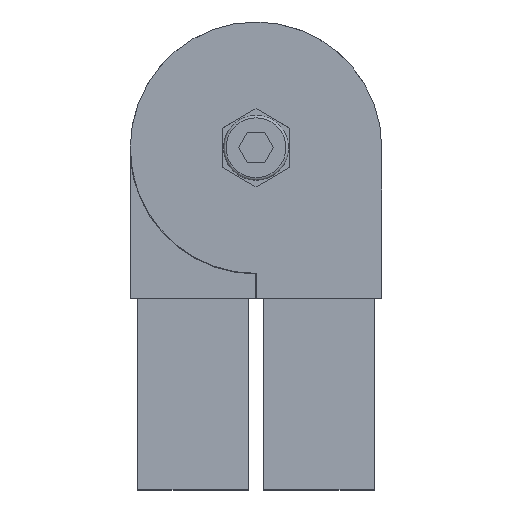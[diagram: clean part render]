
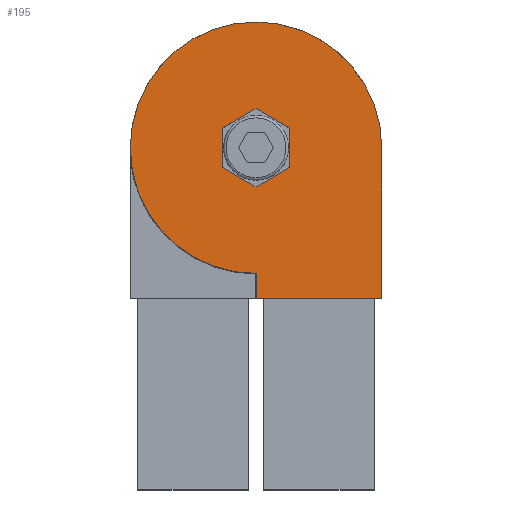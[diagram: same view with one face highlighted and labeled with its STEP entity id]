
A CAD part, top view. The second image highlights one B-rep face of the part: STEP entity #195.
In plain terms, the highlighted planar face has unit normal (0, 0, 1).
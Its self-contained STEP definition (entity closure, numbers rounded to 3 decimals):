
#195 = ADVANCED_FACE( '', ( #403, #404 ), #405, .T. );
#403 = FACE_BOUND( '', #608, .T. );
#404 = FACE_OUTER_BOUND( '', #609, .T. );
#405 = PLANE( '', #610 );
#608 = EDGE_LOOP( '', ( #1098, #1099, #1100, #1101, #1102, #1103 ) );
#609 = EDGE_LOOP( '', ( #1104, #1105, #1106, #1107 ) );
#610 = AXIS2_PLACEMENT_3D( '', #1108, #1109, #1110 );
#1098 = ORIENTED_EDGE( '', *, *, #1235, .F. );
#1099 = ORIENTED_EDGE( '', *, *, #1205, .F. );
#1100 = ORIENTED_EDGE( '', *, *, #1329, .F. );
#1101 = ORIENTED_EDGE( '', *, *, #1310, .F. );
#1102 = ORIENTED_EDGE( '', *, *, #1343, .F. );
#1103 = ORIENTED_EDGE( '', *, *, #1344, .F. );
#1104 = ORIENTED_EDGE( '', *, *, #1308, .T. );
#1105 = ORIENTED_EDGE( '', *, *, #1179, .T. );
#1106 = ORIENTED_EDGE( '', *, *, #1263, .T. );
#1107 = ORIENTED_EDGE( '', *, *, #1216, .T. );
#1108 = CARTESIAN_POINT( '', ( 0., 0., 12.5 ) );
#1109 = DIRECTION( '', ( 0., 0., 1. ) );
#1110 = DIRECTION( '', ( 1., 0., 0. ) );
#1179 = EDGE_CURVE( '', #1404, #1402, #1405, .T. );
#1205 = EDGE_CURVE( '', #1446, #1447, #1448, .T. );
#1216 = EDGE_CURVE( '', #1463, #1465, #1467, .T. );
#1235 = EDGE_CURVE( '', #1447, #1496, #1497, .T. );
#1263 = EDGE_CURVE( '', #1402, #1463, #1540, .T. );
#1308 = EDGE_CURVE( '', #1465, #1404, #1598, .T. );
#1310 = EDGE_CURVE( '', #1600, #1601, #1602, .T. );
#1329 = EDGE_CURVE( '', #1601, #1446, #1625, .T. );
#1343 = EDGE_CURVE( '', #1639, #1600, #1640, .T. );
#1344 = EDGE_CURVE( '', #1496, #1639, #1641, .T. );
#1402 = VERTEX_POINT( '', #1715 );
#1404 = VERTEX_POINT( '', #1718 );
#1405 = CIRCLE( '', #1719, 25. );
#1446 = VERTEX_POINT( '', #1776 );
#1447 = VERTEX_POINT( '', #1777 );
#1448 = LINE( '', #1778, #1779 );
#1463 = VERTEX_POINT( '', #1801 );
#1465 = VERTEX_POINT( '', #1804 );
#1467 = LINE( '', #1807, #1808 );
#1496 = VERTEX_POINT( '', #1847 );
#1497 = LINE( '', #1848, #1849 );
#1540 = LINE( '', #1914, #1915 );
#1598 = LINE( '', #1999, #2000 );
#1600 = VERTEX_POINT( '', #2002 );
#1601 = VERTEX_POINT( '', #2003 );
#1602 = LINE( '', #2004, #2005 );
#1625 = LINE( '', #2039, #2040 );
#1639 = VERTEX_POINT( '', #2056 );
#1640 = LINE( '', #2057, #2058 );
#1641 = LINE( '', #2059, #2060 );
#1715 = CARTESIAN_POINT( '', ( 0.1, -25., 12.5 ) );
#1718 = CARTESIAN_POINT( '', ( 25., 0., 12.5 ) );
#1719 = AXIS2_PLACEMENT_3D( '', #2105, #2106, #2107 );
#1776 = CARTESIAN_POINT( '', ( 0., 7.794, 12.5 ) );
#1777 = CARTESIAN_POINT( '', ( -6.75, 3.897, 12.5 ) );
#1778 = CARTESIAN_POINT( '', ( 0., 7.794, 12.5 ) );
#1779 = VECTOR( '', #2133, 1000. );
#1801 = CARTESIAN_POINT( '', ( 0.1, -30., 12.5 ) );
#1804 = CARTESIAN_POINT( '', ( 25., -30., 12.5 ) );
#1807 = CARTESIAN_POINT( '', ( 0.1, -30., 12.5 ) );
#1808 = VECTOR( '', #2143, 1000. );
#1847 = CARTESIAN_POINT( '', ( -6.75, -3.897, 12.5 ) );
#1848 = CARTESIAN_POINT( '', ( -6.75, 3.897, 12.5 ) );
#1849 = VECTOR( '', #2163, 1000. );
#1914 = CARTESIAN_POINT( '', ( 0.1, -25., 12.5 ) );
#1915 = VECTOR( '', #2186, 1000. );
#1999 = CARTESIAN_POINT( '', ( 25., -30., 12.5 ) );
#2000 = VECTOR( '', #2222, 1000. );
#2002 = CARTESIAN_POINT( '', ( 6.75, -3.897, 12.5 ) );
#2003 = CARTESIAN_POINT( '', ( 6.75, 3.897, 12.5 ) );
#2004 = CARTESIAN_POINT( '', ( 6.75, -3.897, 12.5 ) );
#2005 = VECTOR( '', #2223, 1000. );
#2039 = CARTESIAN_POINT( '', ( 6.75, 3.897, 12.5 ) );
#2040 = VECTOR( '', #2235, 1000. );
#2056 = CARTESIAN_POINT( '', ( 0., -7.794, 12.5 ) );
#2057 = CARTESIAN_POINT( '', ( 0., -7.794, 12.5 ) );
#2058 = VECTOR( '', #2238, 1000. );
#2059 = CARTESIAN_POINT( '', ( -6.75, -3.897, 12.5 ) );
#2060 = VECTOR( '', #2239, 1000. );
#2105 = CARTESIAN_POINT( '', ( 0., 0., 12.5 ) );
#2106 = DIRECTION( '', ( 0., 0., 1. ) );
#2107 = DIRECTION( '', ( 1., 0., 0. ) );
#2133 = DIRECTION( '', ( -0.866, -0.5, 0. ) );
#2143 = DIRECTION( '', ( 1., 0., 0. ) );
#2163 = DIRECTION( '', ( 0., -1., 0. ) );
#2186 = DIRECTION( '', ( 0., -1., 0. ) );
#2222 = DIRECTION( '', ( 0., 1., 0. ) );
#2223 = DIRECTION( '', ( 0., 1., 0. ) );
#2235 = DIRECTION( '', ( -0.866, 0.5, 0. ) );
#2238 = DIRECTION( '', ( 0.866, 0.5, 0. ) );
#2239 = DIRECTION( '', ( 0.866, -0.5, 0. ) );
